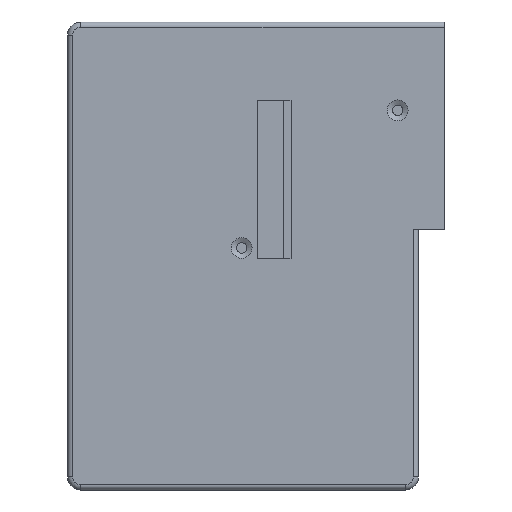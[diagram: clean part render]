
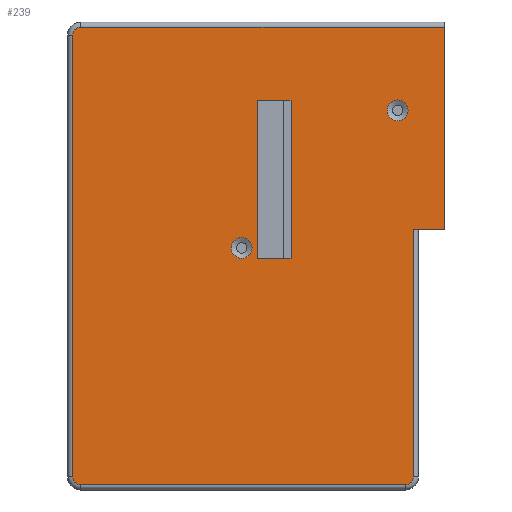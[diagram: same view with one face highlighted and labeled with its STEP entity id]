
A CAD part, front view. The second image highlights one B-rep face of the part: STEP entity #239.
In plain terms, the highlighted planar face has unit normal (0, -1, 0).
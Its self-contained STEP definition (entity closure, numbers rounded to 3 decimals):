
#63 = VERTEX_POINT('',#64);
#64 = CARTESIAN_POINT('',(106.207,0.,
    115.889));
#71 = EDGE_CURVE('',#72,#63,#74,.T.);
#72 = VERTEX_POINT('',#73);
#73 = CARTESIAN_POINT('',(106.207,0.,
    76.889));
#74 = LINE('',#75,#76);
#75 = CARTESIAN_POINT('',(106.207,0.,
    76.889));
#76 = VECTOR('',#77,1.);
#77 = DIRECTION('',(0.,0.,1.));
#161 = EDGE_CURVE('',#63,#162,#164,.T.);
#162 = VERTEX_POINT('',#163);
#163 = CARTESIAN_POINT('',(36.207,0.,
    115.889));
#164 = LINE('',#165,#166);
#165 = CARTESIAN_POINT('',(106.207,0.,
    115.889));
#166 = VECTOR('',#167,1.);
#167 = DIRECTION('',(-1.,0.,0.));
#239 = ADVANCED_FACE('',(#240,#309,#320,#370),#381,.F.);
#240 = FACE_BOUND('',#241,.F.);
#241 = EDGE_LOOP('',(#242,#243,#251,#259,#267,#276,#284,#293,#301,#308)
  );
#242 = ORIENTED_EDGE('',*,*,#71,.F.);
#243 = ORIENTED_EDGE('',*,*,#244,.T.);
#244 = EDGE_CURVE('',#72,#245,#247,.T.);
#245 = VERTEX_POINT('',#246);
#246 = CARTESIAN_POINT('',(101.207,0.,
    76.889));
#247 = LINE('',#248,#249);
#248 = CARTESIAN_POINT('',(106.207,0.,
    76.889));
#249 = VECTOR('',#250,1.);
#250 = DIRECTION('',(-1.,0.,0.));
#251 = ORIENTED_EDGE('',*,*,#252,.T.);
#252 = EDGE_CURVE('',#245,#253,#255,.T.);
#253 = VERTEX_POINT('',#254);
#254 = CARTESIAN_POINT('',(100.207,0.,
    76.889));
#255 = LINE('',#256,#257);
#256 = CARTESIAN_POINT('',(87.766,0.,
    76.889));
#257 = VECTOR('',#258,1.);
#258 = DIRECTION('',(-1.,0.,0.));
#259 = ORIENTED_EDGE('',*,*,#260,.F.);
#260 = EDGE_CURVE('',#261,#253,#263,.T.);
#261 = VERTEX_POINT('',#262);
#262 = CARTESIAN_POINT('',(100.207,0.,
    29.389));
#263 = LINE('',#264,#265);
#264 = CARTESIAN_POINT('',(100.207,0.,
    29.389));
#265 = VECTOR('',#266,1.);
#266 = DIRECTION('',(0.,0.,1.));
#267 = ORIENTED_EDGE('',*,*,#268,.F.);
#268 = EDGE_CURVE('',#269,#261,#271,.T.);
#269 = VERTEX_POINT('',#270);
#270 = CARTESIAN_POINT('',(98.707,0.,
    27.889));
#271 = CIRCLE('',#272,1.5);
#272 = AXIS2_PLACEMENT_3D('',#273,#274,#275);
#273 = CARTESIAN_POINT('',(98.707,0.,
    29.389));
#274 = DIRECTION('',(0.,-1.,0.));
#275 = DIRECTION('',(0.,0.,-1.));
#276 = ORIENTED_EDGE('',*,*,#277,.F.);
#277 = EDGE_CURVE('',#278,#269,#280,.T.);
#278 = VERTEX_POINT('',#279);
#279 = CARTESIAN_POINT('',(36.207,0.,
    27.889));
#280 = LINE('',#281,#282);
#281 = CARTESIAN_POINT('',(36.207,0.,
    27.889));
#282 = VECTOR('',#283,1.);
#283 = DIRECTION('',(1.,0.,0.));
#284 = ORIENTED_EDGE('',*,*,#285,.F.);
#285 = EDGE_CURVE('',#286,#278,#288,.T.);
#286 = VERTEX_POINT('',#287);
#287 = CARTESIAN_POINT('',(34.707,0.,
    29.389));
#288 = CIRCLE('',#289,1.5);
#289 = AXIS2_PLACEMENT_3D('',#290,#291,#292);
#290 = CARTESIAN_POINT('',(36.207,0.,
    29.389));
#291 = DIRECTION('',(0.,-1.,0.));
#292 = DIRECTION('',(-1.,0.,0.));
#293 = ORIENTED_EDGE('',*,*,#294,.F.);
#294 = EDGE_CURVE('',#295,#286,#297,.T.);
#295 = VERTEX_POINT('',#296);
#296 = CARTESIAN_POINT('',(34.707,0.,
    114.389));
#297 = LINE('',#298,#299);
#298 = CARTESIAN_POINT('',(34.707,0.,
    114.389));
#299 = VECTOR('',#300,1.);
#300 = DIRECTION('',(0.,0.,-1.));
#301 = ORIENTED_EDGE('',*,*,#302,.F.);
#302 = EDGE_CURVE('',#162,#295,#303,.T.);
#303 = CIRCLE('',#304,1.5);
#304 = AXIS2_PLACEMENT_3D('',#305,#306,#307);
#305 = CARTESIAN_POINT('',(36.207,0.,
    114.389));
#306 = DIRECTION('',(0.,-1.,0.));
#307 = DIRECTION('',(0.,0.,1.));
#308 = ORIENTED_EDGE('',*,*,#161,.F.);
#309 = FACE_BOUND('',#310,.F.);
#310 = EDGE_LOOP('',(#311));
#311 = ORIENTED_EDGE('',*,*,#312,.T.);
#312 = EDGE_CURVE('',#313,#313,#315,.T.);
#313 = VERTEX_POINT('',#314);
#314 = CARTESIAN_POINT('',(65.207,0.,
    73.431));
#315 = CIRCLE('',#316,2.);
#316 = AXIS2_PLACEMENT_3D('',#317,#318,#319);
#317 = CARTESIAN_POINT('',(67.207,0.,
    73.431));
#318 = DIRECTION('',(0.,-1.,0.));
#319 = DIRECTION('',(-1.,0.,0.));
#320 = FACE_BOUND('',#321,.F.);
#321 = EDGE_LOOP('',(#322,#332,#340,#348,#356,#364));
#322 = ORIENTED_EDGE('',*,*,#323,.T.);
#323 = EDGE_CURVE('',#324,#326,#328,.T.);
#324 = VERTEX_POINT('',#325);
#325 = CARTESIAN_POINT('',(76.707,0.,
    71.431));
#326 = VERTEX_POINT('',#327);
#327 = CARTESIAN_POINT('',(76.707,0.,
    101.889));
#328 = LINE('',#329,#330);
#329 = CARTESIAN_POINT('',(76.707,0.,
    71.431));
#330 = VECTOR('',#331,1.);
#331 = DIRECTION('',(0.,0.,1.));
#332 = ORIENTED_EDGE('',*,*,#333,.T.);
#333 = EDGE_CURVE('',#326,#334,#336,.T.);
#334 = VERTEX_POINT('',#335);
#335 = CARTESIAN_POINT('',(75.207,0.,
    101.889));
#336 = LINE('',#337,#338);
#337 = CARTESIAN_POINT('',(76.707,0.,
    101.889));
#338 = VECTOR('',#339,1.);
#339 = DIRECTION('',(-1.,0.,0.));
#340 = ORIENTED_EDGE('',*,*,#341,.T.);
#341 = EDGE_CURVE('',#334,#342,#344,.T.);
#342 = VERTEX_POINT('',#343);
#343 = CARTESIAN_POINT('',(70.207,0.,
    101.889));
#344 = LINE('',#345,#346);
#345 = CARTESIAN_POINT('',(75.207,0.,
    101.889));
#346 = VECTOR('',#347,1.);
#347 = DIRECTION('',(-1.,0.,0.));
#348 = ORIENTED_EDGE('',*,*,#349,.T.);
#349 = EDGE_CURVE('',#342,#350,#352,.T.);
#350 = VERTEX_POINT('',#351);
#351 = CARTESIAN_POINT('',(70.207,0.,
    71.431));
#352 = LINE('',#353,#354);
#353 = CARTESIAN_POINT('',(70.207,0.,
    101.889));
#354 = VECTOR('',#355,1.);
#355 = DIRECTION('',(0.,0.,-1.));
#356 = ORIENTED_EDGE('',*,*,#357,.T.);
#357 = EDGE_CURVE('',#350,#358,#360,.T.);
#358 = VERTEX_POINT('',#359);
#359 = CARTESIAN_POINT('',(75.207,0.,
    71.431));
#360 = LINE('',#361,#362);
#361 = CARTESIAN_POINT('',(70.207,0.,
    71.431));
#362 = VECTOR('',#363,1.);
#363 = DIRECTION('',(1.,0.,0.));
#364 = ORIENTED_EDGE('',*,*,#365,.T.);
#365 = EDGE_CURVE('',#358,#324,#366,.T.);
#366 = LINE('',#367,#368);
#367 = CARTESIAN_POINT('',(75.207,0.,
    71.431));
#368 = VECTOR('',#369,1.);
#369 = DIRECTION('',(1.,0.,0.));
#370 = FACE_BOUND('',#371,.F.);
#371 = EDGE_LOOP('',(#372));
#372 = ORIENTED_EDGE('',*,*,#373,.T.);
#373 = EDGE_CURVE('',#374,#374,#376,.T.);
#374 = VERTEX_POINT('',#375);
#375 = CARTESIAN_POINT('',(95.207,0.,
    99.889));
#376 = CIRCLE('',#377,2.);
#377 = AXIS2_PLACEMENT_3D('',#378,#379,#380);
#378 = CARTESIAN_POINT('',(97.207,0.,
    99.889));
#379 = DIRECTION('',(0.,-1.,0.));
#380 = DIRECTION('',(-1.,0.,0.));
#381 = PLANE('',#382);
#382 = AXIS2_PLACEMENT_3D('',#383,#384,#385);
#383 = CARTESIAN_POINT('',(69.325,0.,
    72.824));
#384 = DIRECTION('',(0.,1.,0.));
#385 = DIRECTION('',(0.,0.,1.));
